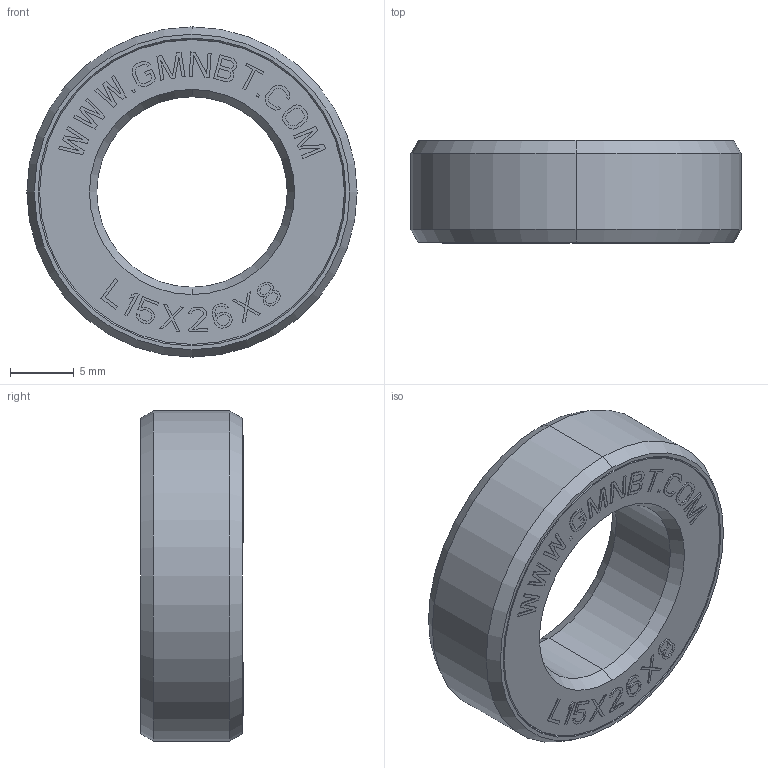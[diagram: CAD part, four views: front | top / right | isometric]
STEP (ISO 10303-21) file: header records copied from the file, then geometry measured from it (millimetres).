
FILE_DESCRIPTION((''),'2;1');
FILE_NAME('L15X26X8_PRT','2014-11-17T',('sales 4'),(''),'PRO/ENGINEER BY PARAMETRIC TECHNOLOGY CORPORATION, 2013150','PRO/ENGINEER BY PARAMETRIC TECHNOLOGY CORPORATION, 2013150','');
FILE_SCHEMA(('AUTOMOTIVE_DESIGN { 1 0 10303 214 1 1 1 1 }'));
Length unit declared in the file: millimetre
Products named in the file (1): L15X26X8_PRT
Bounding box: 26 x 8.07 x 26 mm (x, y, z)
Volume: 2664.3 mm3; surface area: 3236 mm2
Topology: 2 solids, 2 shells, 576 faces, 1587 edges, 1042 vertices
Faces by surface type: plane 520, cone 24, torus 20, cylinder 12
Entity records: 23902 total; most frequent: CARTESIAN_POINT 3207, ORIENTED_EDGE 3174, DIRECTION 2823, PRESENTATION_STYLE_ASSIGNMENT 1720, STYLED_ITEM 1654, CURVE_STYLE 1587, EDGE_CURVE 1587, VECTOR 1503
